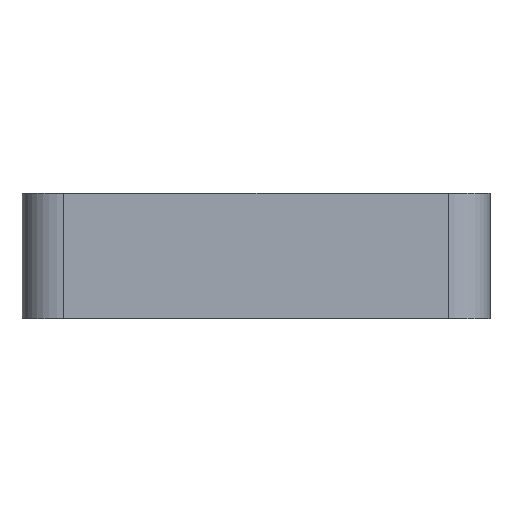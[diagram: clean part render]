
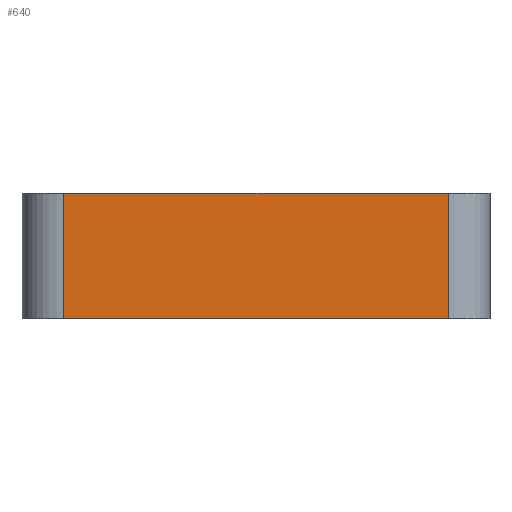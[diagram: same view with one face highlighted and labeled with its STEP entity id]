
A CAD part, front view. The second image highlights one B-rep face of the part: STEP entity #640.
In plain terms, the highlighted planar face has unit normal (0, -1, 0).
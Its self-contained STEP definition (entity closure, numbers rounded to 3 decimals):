
#76 = AXIS2_PLACEMENT_3D ( 'NONE', #1675, #2002, #431 ) ;
#89 = PLANE ( 'NONE',  #76 ) ;
#145 = ORIENTED_EDGE ( 'NONE', *, *, #306, .T. ) ;
#167 = DIRECTION ( 'NONE',  ( 0., 0., -1. ) ) ;
#210 = CARTESIAN_POINT ( 'NONE',  ( -23., -5.261, 15. ) ) ;
#240 = VECTOR ( 'NONE', #856, 1000. ) ;
#306 = EDGE_CURVE ( 'NONE', #2126, #651, #1924, .T. ) ;
#346 = LINE ( 'NONE', #2071, #1234 ) ;
#347 = ORIENTED_EDGE ( 'NONE', *, *, #845, .F. ) ;
#407 = FACE_OUTER_BOUND ( 'NONE', #1066, .T. ) ;
#431 = DIRECTION ( 'NONE',  ( 0., 0., 1. ) ) ;
#498 = LINE ( 'NONE', #842, #240 ) ;
#521 = CARTESIAN_POINT ( 'NONE',  ( -23., -5.261, 15. ) ) ;
#541 = VECTOR ( 'NONE', #167, 1000. ) ;
#640 = ADVANCED_FACE ( 'NONE', ( #407 ), #89, .F. ) ;
#651 = VERTEX_POINT ( 'NONE', #1515 ) ;
#757 = EDGE_CURVE ( 'NONE', #651, #1948, #1902, .T. ) ;
#834 = EDGE_CURVE ( 'NONE', #968, #1948, #346, .T. ) ;
#842 = CARTESIAN_POINT ( 'NONE',  ( 23., -5.261, 15. ) ) ;
#845 = EDGE_CURVE ( 'NONE', #2126, #968, #498, .T. ) ;
#856 = DIRECTION ( 'NONE',  ( 1., 0., 0. ) ) ;
#968 = VERTEX_POINT ( 'NONE', #1271 ) ;
#1006 = CARTESIAN_POINT ( 'NONE',  ( 23., -5.261, 0. ) ) ;
#1021 = DIRECTION ( 'NONE',  ( 0., 0., -1. ) ) ;
#1048 = VECTOR ( 'NONE', #1172, 1000. ) ;
#1066 = EDGE_LOOP ( 'NONE', ( #1375, #2201, #347, #145 ) ) ;
#1172 = DIRECTION ( 'NONE',  ( 1., 0., 0. ) ) ;
#1234 = VECTOR ( 'NONE', #1021, 1000. ) ;
#1271 = CARTESIAN_POINT ( 'NONE',  ( 23., -5.261, 15. ) ) ;
#1366 = CARTESIAN_POINT ( 'NONE',  ( 23., -5.261, 0. ) ) ;
#1375 = ORIENTED_EDGE ( 'NONE', *, *, #757, .T. ) ;
#1515 = CARTESIAN_POINT ( 'NONE',  ( -23., -5.261, 0. ) ) ;
#1675 = CARTESIAN_POINT ( 'NONE',  ( 23., -5.261, 15. ) ) ;
#1902 = LINE ( 'NONE', #1366, #1048 ) ;
#1924 = LINE ( 'NONE', #521, #541 ) ;
#1948 = VERTEX_POINT ( 'NONE', #1006 ) ;
#2002 = DIRECTION ( 'NONE',  ( 0., 1., 0. ) ) ;
#2071 = CARTESIAN_POINT ( 'NONE',  ( 23., -5.261, 15. ) ) ;
#2126 = VERTEX_POINT ( 'NONE', #210 ) ;
#2201 = ORIENTED_EDGE ( 'NONE', *, *, #834, .F. ) ;
